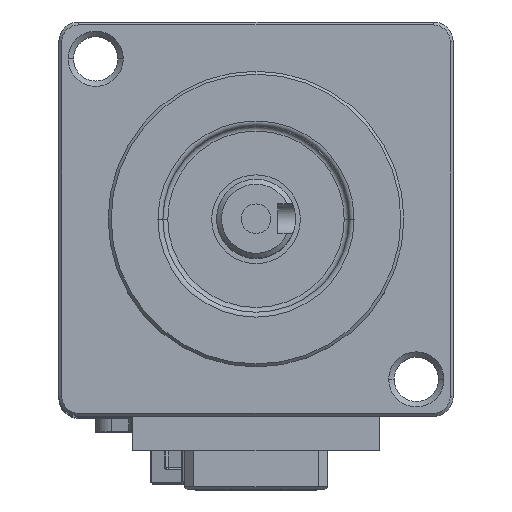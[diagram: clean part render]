
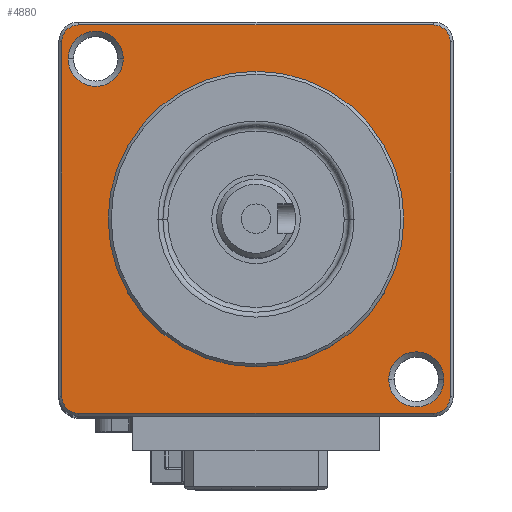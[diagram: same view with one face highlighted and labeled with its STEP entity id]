
A CAD part, top view. The second image highlights one B-rep face of the part: STEP entity #4880.
In plain terms, the highlighted planar face has unit normal (0, 0, 1).
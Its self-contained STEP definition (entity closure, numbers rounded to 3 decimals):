
#3680=CARTESIAN_POINT('',(-19.7,-19.7,75.));
#3690=DIRECTION('',(0.,0.,1.));
#3700=DIRECTION('',(1.,0.,0.));
#3710=AXIS2_PLACEMENT_3D('',#3680,#3690,#3700);
#3720=PLANE('',#3710);
#3730=CARTESIAN_POINT('',(0.,0.,75.)
);
#3740=DIRECTION('',(0.,0.,1.));
#3750=DIRECTION('',(1.,0.,0.));
#3760=AXIS2_PLACEMENT_3D('',#3730,#3740,#3750);
#3770=CIRCLE('',#3760,15.);
#3780=CARTESIAN_POINT('',(-15.,0.,75.));
#3790=VERTEX_POINT('',#3780);
#3800=CARTESIAN_POINT('',(15.,0.,75.));
#3810=VERTEX_POINT('',#3800);
#3820=EDGE_CURVE('',#3790,#3810,#3770,.T.);
#3830=ORIENTED_EDGE('',*,*,#3820,.F.);
#3840=EDGE_CURVE('',#3810,#3790,#3770,.T.);
#3850=ORIENTED_EDGE('',*,*,#3840,.F.);
#3860=EDGE_LOOP('',(#3850,#3830));
#3870=FACE_BOUND('',#3860,.T.);
#3880=CARTESIAN_POINT('',(-16.263,16.263,75.));
#3890=DIRECTION('',(0.,0.,1.));
#3900=DIRECTION('',(1.,0.,0.));
#3910=AXIS2_PLACEMENT_3D('',#3880,#3890,#3900);
#3920=CIRCLE('',#3910,2.8);
#3930=CARTESIAN_POINT('',(-19.063,16.263,75.));
#3940=VERTEX_POINT('',#3930);
#3950=CARTESIAN_POINT('',(-13.463,16.263,75.));
#3960=VERTEX_POINT('',#3950);
#3970=EDGE_CURVE('',#3940,#3960,#3920,.T.);
#3980=ORIENTED_EDGE('',*,*,#3970,.F.);
#3990=EDGE_CURVE('',#3960,#3940,#3920,.T.);
#4000=ORIENTED_EDGE('',*,*,#3990,.F.);
#4010=EDGE_LOOP('',(#4000,#3980));
#4020=FACE_BOUND('',#4010,.T.);
#4030=CARTESIAN_POINT('',(16.263,-16.263,75.));
#4040=DIRECTION('',(0.,0.,1.));
#4050=DIRECTION('',(1.,0.,0.));
#4060=AXIS2_PLACEMENT_3D('',#4030,#4040,#4050);
#4070=CIRCLE('',#4060,2.8);
#4080=CARTESIAN_POINT('',(13.463,-16.263,75.));
#4090=VERTEX_POINT('',#4080);
#4100=CARTESIAN_POINT('',(19.063,-16.263,75.));
#4110=VERTEX_POINT('',#4100);
#4120=EDGE_CURVE('',#4090,#4110,#4070,.T.);
#4130=ORIENTED_EDGE('',*,*,#4120,.F.);
#4140=EDGE_CURVE('',#4110,#4090,#4070,.T.);
#4150=ORIENTED_EDGE('',*,*,#4140,.F.);
#4160=EDGE_LOOP('',(#4150,#4130));
#4170=FACE_BOUND('',#4160,.T.);
#4180=CARTESIAN_POINT('',(-18.,18.,75.));
#4190=DIRECTION('',(0.,0.,-1.));
#4200=DIRECTION('',(-1.,0.,0.));
#4210=AXIS2_PLACEMENT_3D('',#4180,#4190,#4200);
#4220=CIRCLE('',#4210,1.7);
#4230=CARTESIAN_POINT('',(-19.7,18.,75.));
#4240=VERTEX_POINT('',#4230);
#4250=CARTESIAN_POINT('',(-18.,19.7,75.));
#4260=VERTEX_POINT('',#4250);
#4270=EDGE_CURVE('',#4240,#4260,#4220,.T.);
#4280=ORIENTED_EDGE('',*,*,#4270,.F.);
#4290=CARTESIAN_POINT('',(0.,19.7,75.));
#4300=DIRECTION('',(1.,0.,0.));
#4310=VECTOR('',#4300,1.);
#4320=LINE('',#4290,#4310);
#4330=CARTESIAN_POINT('',(18.,19.7,75.));
#4340=VERTEX_POINT('',#4330);
#4350=EDGE_CURVE('',#4260,#4340,#4320,.T.);
#4360=ORIENTED_EDGE('',*,*,#4350,.F.);
#4370=CARTESIAN_POINT('',(18.,18.,75.));
#4380=DIRECTION('',(0.,0.,-1.));
#4390=DIRECTION('',(-1.,0.,0.));
#4400=AXIS2_PLACEMENT_3D('',#4370,#4380,#4390);
#4410=CIRCLE('',#4400,1.7);
#4420=CARTESIAN_POINT('',(19.7,18.,75.));
#4430=VERTEX_POINT('',#4420);
#4440=EDGE_CURVE('',#4340,#4430,#4410,.T.);
#4450=ORIENTED_EDGE('',*,*,#4440,.F.);
#4460=CARTESIAN_POINT('',(19.7,0.,75.));
#4470=DIRECTION('',(0.,-1.,0.));
#4480=VECTOR('',#4470,1.);
#4490=LINE('',#4460,#4480);
#4500=CARTESIAN_POINT('',(19.7,-18.,75.));
#4510=VERTEX_POINT('',#4500);
#4520=EDGE_CURVE('',#4430,#4510,#4490,.T.);
#4530=ORIENTED_EDGE('',*,*,#4520,.F.);
#4540=CARTESIAN_POINT('',(18.,-18.,75.));
#4550=DIRECTION('',(0.,0.,-1.));
#4560=DIRECTION('',(-1.,0.,0.));
#4570=AXIS2_PLACEMENT_3D('',#4540,#4550,#4560);
#4580=CIRCLE('',#4570,1.7);
#4590=CARTESIAN_POINT('',(18.,-19.7,75.));
#4600=VERTEX_POINT('',#4590);
#4610=EDGE_CURVE('',#4510,#4600,#4580,.T.);
#4620=ORIENTED_EDGE('',*,*,#4610,.F.);
#4630=CARTESIAN_POINT('',(0.,-19.7,75.));
#4640=DIRECTION('',(-1.,0.,0.));
#4650=VECTOR('',#4640,1.);
#4660=LINE('',#4630,#4650);
#4670=CARTESIAN_POINT('',(-18.,-19.7,75.));
#4680=VERTEX_POINT('',#4670);
#4690=EDGE_CURVE('',#4600,#4680,#4660,.T.);
#4700=ORIENTED_EDGE('',*,*,#4690,.F.);
#4710=CARTESIAN_POINT('',(-18.,-18.,75.));
#4720=DIRECTION('',(0.,0.,-1.));
#4730=DIRECTION('',(-1.,0.,0.));
#4740=AXIS2_PLACEMENT_3D('',#4710,#4720,#4730);
#4750=CIRCLE('',#4740,1.7);
#4760=CARTESIAN_POINT('',(-19.7,-18.,75.));
#4770=VERTEX_POINT('',#4760);
#4780=EDGE_CURVE('',#4680,#4770,#4750,.T.);
#4790=ORIENTED_EDGE('',*,*,#4780,.F.);
#4800=CARTESIAN_POINT('',(-19.7,0.,75.));
#4810=DIRECTION('',(0.,1.,0.));
#4820=VECTOR('',#4810,1.);
#4830=LINE('',#4800,#4820);
#4840=EDGE_CURVE('',#4770,#4240,#4830,.T.);
#4850=ORIENTED_EDGE('',*,*,#4840,.F.);
#4860=EDGE_LOOP('',(#4850,#4790,#4700,#4620,#4530,#4450,#4360,#4280));
#4870=FACE_OUTER_BOUND('',#4860,.T.);
#4880=ADVANCED_FACE('',(#3870,#4020,#4170,#4870),#3720,.T.);
